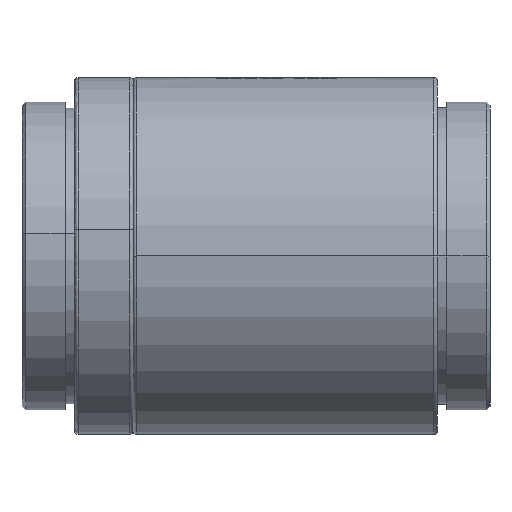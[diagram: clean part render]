
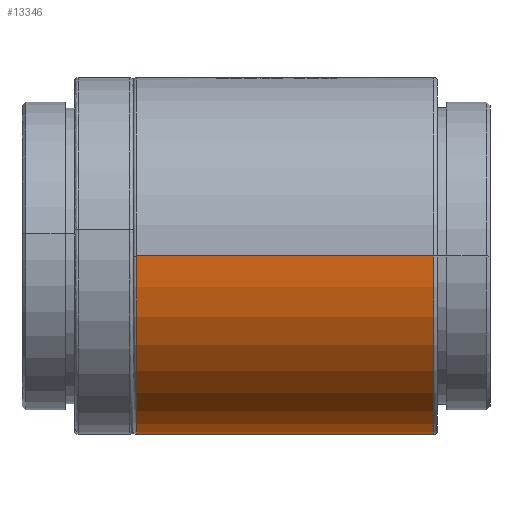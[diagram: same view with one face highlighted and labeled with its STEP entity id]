
A CAD part, front view. The second image highlights one B-rep face of the part: STEP entity #13346.
In plain terms, the highlighted cylindrical face has radius 15.25 mm (diameter 30.5 mm), a partial arc.
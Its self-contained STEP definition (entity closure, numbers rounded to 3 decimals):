
#508 = EDGE_CURVE ( 'NONE', #784, #1585, #11455, .T. ) ;
#784 = VERTEX_POINT ( 'NONE', #19703 ) ;
#1020 = CARTESIAN_POINT ( 'NONE',  ( 25.527, 13.889, 0. ) ) ;
#1169 = ORIENTED_EDGE ( 'NONE', *, *, #16520, .T. ) ;
#1451 = EDGE_CURVE ( 'NONE', #6213, #1585, #11993, .T. ) ;
#1585 = VERTEX_POINT ( 'NONE', #10740 ) ;
#2417 = DIRECTION ( 'NONE',  ( 1., 0., 0. ) ) ;
#4026 = CYLINDRICAL_SURFACE ( 'NONE', #7303, 15.25 ) ;
#4234 = EDGE_LOOP ( 'NONE', ( #19293, #1169, #8035, #17460 ) ) ;
#5381 = DIRECTION ( 'NONE',  ( 1., 0., 0. ) ) ;
#6213 = VERTEX_POINT ( 'NONE', #16486 ) ;
#7164 = CARTESIAN_POINT ( 'NONE',  ( 30.327, 13.889, 0. ) ) ;
#7291 = CARTESIAN_POINT ( 'NONE',  ( 30.327, -1.361, 0. ) ) ;
#7303 = AXIS2_PLACEMENT_3D ( 'NONE', #7164, #2417, #8893 ) ;
#7496 = LINE ( 'NONE', #13884, #18641 ) ;
#7793 = VECTOR ( 'NONE', #8718, 1000. ) ;
#8035 = ORIENTED_EDGE ( 'NONE', *, *, #13237, .T. ) ;
#8289 = AXIS2_PLACEMENT_3D ( 'NONE', #16148, #5381, #14617 ) ;
#8718 = DIRECTION ( 'NONE',  ( 1., 0., 0. ) ) ;
#8893 = DIRECTION ( 'NONE',  ( 0., 1., 0. ) ) ;
#10198 = FACE_OUTER_BOUND ( 'NONE', #4234, .T. ) ;
#10740 = CARTESIAN_POINT ( 'NONE',  ( 25.527, -1.361, 0. ) ) ;
#11455 = LINE ( 'NONE', #7291, #7793 ) ;
#11834 = CIRCLE ( 'NONE', #8289, 15.25 ) ;
#11993 = CIRCLE ( 'NONE', #12642, 15.25 ) ;
#12365 = DIRECTION ( 'NONE',  ( 1., 0., 0. ) ) ;
#12642 = AXIS2_PLACEMENT_3D ( 'NONE', #1020, #19660, #19555 ) ;
#13237 = EDGE_CURVE ( 'NONE', #14364, #6213, #7496, .T. ) ;
#13346 = ADVANCED_FACE ( 'NONE', ( #10198 ), #4026, .T. ) ;
#13884 = CARTESIAN_POINT ( 'NONE',  ( 30.327, 29.139, 0. ) ) ;
#14364 = VERTEX_POINT ( 'NONE', #16332 ) ;
#14617 = DIRECTION ( 'NONE',  ( 0., -1., 0. ) ) ;
#16148 = CARTESIAN_POINT ( 'NONE',  ( 0.127, 13.889, 0. ) ) ;
#16332 = CARTESIAN_POINT ( 'NONE',  ( 0.127, 29.139, 0. ) ) ;
#16486 = CARTESIAN_POINT ( 'NONE',  ( 25.527, 29.139, 0. ) ) ;
#16520 = EDGE_CURVE ( 'NONE', #784, #14364, #11834, .T. ) ;
#17460 = ORIENTED_EDGE ( 'NONE', *, *, #1451, .T. ) ;
#18641 = VECTOR ( 'NONE', #12365, 1000. ) ;
#19293 = ORIENTED_EDGE ( 'NONE', *, *, #508, .F. ) ;
#19555 = DIRECTION ( 'NONE',  ( 0., 1., 0. ) ) ;
#19660 = DIRECTION ( 'NONE',  ( -1., 0., 0. ) ) ;
#19703 = CARTESIAN_POINT ( 'NONE',  ( 0.127, -1.361, 0. ) ) ;
